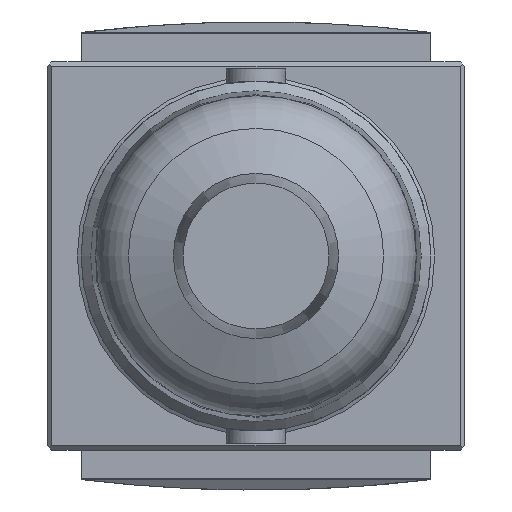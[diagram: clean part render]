
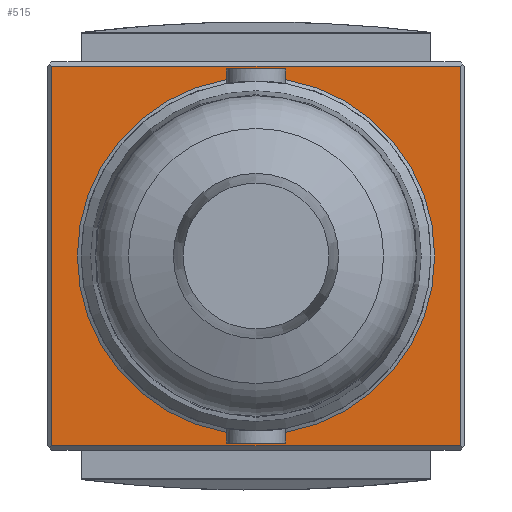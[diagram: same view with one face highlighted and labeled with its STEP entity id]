
A CAD part, front view. The second image highlights one B-rep face of the part: STEP entity #515.
In plain terms, the highlighted planar face has unit normal (0, -1, 0).
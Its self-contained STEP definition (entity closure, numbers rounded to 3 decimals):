
#515 = ADVANCED_FACE( '', ( #1342 ), #1343, .F. );
#1342 = FACE_OUTER_BOUND( '', #2540, .T. );
#1343 = PLANE( '', #2541 );
#2540 = EDGE_LOOP( '', ( #3869, #3870, #3871, #3872 ) );
#2541 = AXIS2_PLACEMENT_3D( '', #3873, #3874, #3875 );
#3869 = ORIENTED_EDGE( '', *, *, #7298, .F. );
#3870 = ORIENTED_EDGE( '', *, *, #7299, .F. );
#3871 = ORIENTED_EDGE( '', *, *, #7300, .T. );
#3872 = ORIENTED_EDGE( '', *, *, #7301, .T. );
#3873 = CARTESIAN_POINT( '', ( -21., 0., 20. ) );
#3874 = DIRECTION( '', ( 0., 1., 0. ) );
#3875 = DIRECTION( '', ( 0., 0., 1. ) );
#7298 = EDGE_CURVE( '', #8786, #8787, #8788, .T. );
#7299 = EDGE_CURVE( '', #8789, #8786, #8790, .T. );
#7300 = EDGE_CURVE( '', #8789, #8791, #8792, .T. );
#7301 = EDGE_CURVE( '', #8791, #8787, #8793, .T. );
#8786 = VERTEX_POINT( '', #10978 );
#8787 = VERTEX_POINT( '', #10979 );
#8788 = LINE( '', #10980, #10981 );
#8789 = VERTEX_POINT( '', #10982 );
#8790 = LINE( '', #10983, #10984 );
#8791 = VERTEX_POINT( '', #10985 );
#8792 = LINE( '', #10986, #10987 );
#8793 = LINE( '', #10988, #10989 );
#10978 = CARTESIAN_POINT( '', ( 21., 0., -19.5 ) );
#10979 = CARTESIAN_POINT( '', ( -21., 0., -19.5 ) );
#10980 = CARTESIAN_POINT( '', ( 21.5, 0., -19.5 ) );
#10981 = VECTOR( '', #13861, 1000. );
#10982 = CARTESIAN_POINT( '', ( 21., 0., 19.5 ) );
#10983 = CARTESIAN_POINT( '', ( 21., 0., 20. ) );
#10984 = VECTOR( '', #13862, 1000. );
#10985 = CARTESIAN_POINT( '', ( -21., 0., 19.5 ) );
#10986 = CARTESIAN_POINT( '', ( 21.5, 0., 19.5 ) );
#10987 = VECTOR( '', #13863, 1000. );
#10988 = CARTESIAN_POINT( '', ( -21., 0., 20. ) );
#10989 = VECTOR( '', #13864, 1000. );
#13861 = DIRECTION( '', ( -1., 0., 0. ) );
#13862 = DIRECTION( '', ( 0., 0., -1. ) );
#13863 = DIRECTION( '', ( -1., 0., 0. ) );
#13864 = DIRECTION( '', ( 0., 0., -1. ) );
